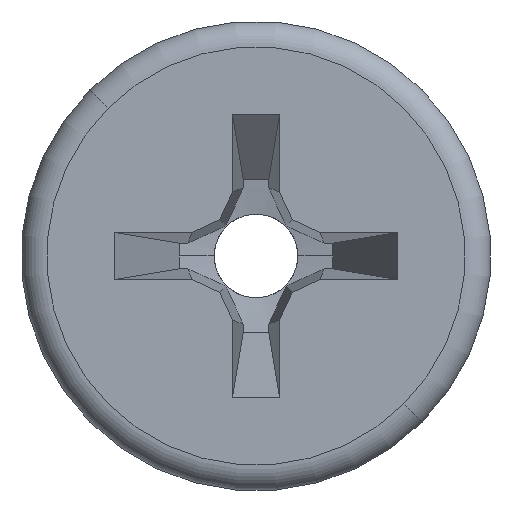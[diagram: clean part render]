
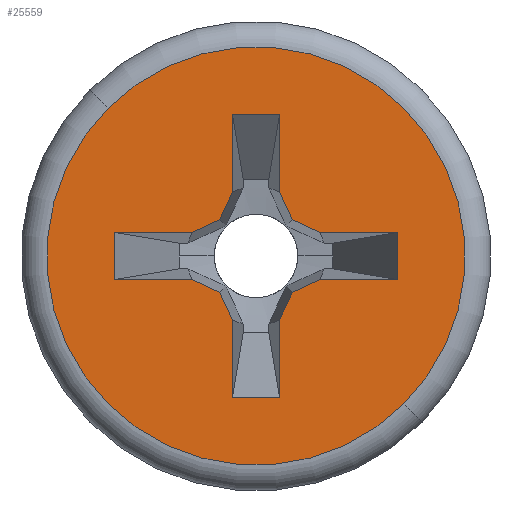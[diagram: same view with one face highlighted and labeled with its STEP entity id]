
A CAD part, left-side view. The second image highlights one B-rep face of the part: STEP entity #25559.
In plain terms, the highlighted planar face has unit normal (-1, 0, 0).
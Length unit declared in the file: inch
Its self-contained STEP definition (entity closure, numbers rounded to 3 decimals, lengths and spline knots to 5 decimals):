
#13333=CARTESIAN_POINT('',(0.,0.,0.));
#13334=DIRECTION('',(-1.,0.,0.));
#13335=DIRECTION('',(0.,1.,0.));
#13336=AXIS2_PLACEMENT_3D('',#13333,#13334,#13335);
#13338=CARTESIAN_POINT('',(0.,0.,0.));
#13339=DIRECTION('',(1.,0.,0.));
#13340=DIRECTION('',(0.,1.,0.));
#13341=AXIS2_PLACEMENT_3D('',#13338,#13339,#13340);
#13343=DIRECTION('',(0.,-0.707,-0.707));
#13344=VECTOR('',#13343,0.02033);
#13345=CARTESIAN_POINT('',(0.,0.05032,-0.03594));
#13346=LINE('',#13345,#13344);
#13347=DIRECTION('',(0.,0.707,-0.707));
#13348=VECTOR('',#13347,0.03358);
#13349=CARTESIAN_POINT('',(0.,0.0122,-0.02658));
#13350=LINE('',#13349,#13348);
#13351=DIRECTION('',(0.,0.94,-0.342));
#13352=VECTOR('',#13351,0.01298);
#13353=CARTESIAN_POINT('',(0.,0.,-0.02214));
#13354=LINE('',#13353,#13352);
#13355=DIRECTION('',(0.,0.94,0.342));
#13356=VECTOR('',#13355,0.01298);
#13357=CARTESIAN_POINT('',(0.,-0.0122,-0.02658));
#13358=LINE('',#13357,#13356);
#13359=DIRECTION('',(0.,-0.707,-0.707));
#13360=VECTOR('',#13359,0.03358);
#13361=CARTESIAN_POINT('',(0.,-0.0122,-0.02658));
#13362=LINE('',#13361,#13360);
#13363=DIRECTION('',(0.,0.707,-0.707));
#13364=VECTOR('',#13363,0.02033);
#13365=CARTESIAN_POINT('',(0.,-0.05032,-0.03594));
#13366=LINE('',#13365,#13364);
#13367=DIRECTION('',(0.,-0.707,-0.707));
#13368=VECTOR('',#13367,0.03358);
#13369=CARTESIAN_POINT('',(0.,-0.02658,-0.0122));
#13370=LINE('',#13369,#13368);
#13371=DIRECTION('',(0.,-0.342,-0.94));
#13372=VECTOR('',#13371,0.01298);
#13373=CARTESIAN_POINT('',(0.,-0.02214,0.));
#13374=LINE('',#13373,#13372);
#13375=DIRECTION('',(0.,0.342,-0.94));
#13376=VECTOR('',#13375,0.01298);
#13377=CARTESIAN_POINT('',(0.,-0.02658,0.0122));
#13378=LINE('',#13377,#13376);
#13379=DIRECTION('',(0.,0.707,-0.707));
#13380=VECTOR('',#13379,0.03358);
#13381=CARTESIAN_POINT('',(0.,-0.05032,0.03594));
#13382=LINE('',#13381,#13380);
#13383=DIRECTION('',(0.,-0.707,-0.707));
#13384=VECTOR('',#13383,0.02033);
#13385=CARTESIAN_POINT('',(0.,-0.03594,0.05032));
#13386=LINE('',#13385,#13384);
#13387=DIRECTION('',(0.,0.707,-0.707));
#13388=VECTOR('',#13387,0.03358);
#13389=CARTESIAN_POINT('',(0.,-0.03594,0.05032));
#13390=LINE('',#13389,#13388);
#13391=DIRECTION('',(0.,-0.94,0.342));
#13392=VECTOR('',#13391,0.01298);
#13393=CARTESIAN_POINT('',(0.,0.,0.02214));
#13394=LINE('',#13393,#13392);
#13395=DIRECTION('',(0.,-0.94,-0.342));
#13396=VECTOR('',#13395,0.01298);
#13397=CARTESIAN_POINT('',(0.,0.0122,0.02658));
#13398=LINE('',#13397,#13396);
#13399=DIRECTION('',(0.,-0.707,-0.707));
#13400=VECTOR('',#13399,0.03358);
#13401=CARTESIAN_POINT('',(0.,0.03594,0.05032));
#13402=LINE('',#13401,#13400);
#13403=DIRECTION('',(0.,0.707,-0.707));
#13404=VECTOR('',#13403,0.02033);
#13405=CARTESIAN_POINT('',(0.,0.03594,0.05032));
#13406=LINE('',#13405,#13404);
#13407=DIRECTION('',(0.,-0.707,-0.707));
#13408=VECTOR('',#13407,0.03358);
#13409=CARTESIAN_POINT('',(0.,0.05032,0.03594));
#13410=LINE('',#13409,#13408);
#13411=DIRECTION('',(0.,0.342,0.94));
#13412=VECTOR('',#13411,0.01298);
#13413=CARTESIAN_POINT('',(0.,0.02214,0.));
#13414=LINE('',#13413,#13412);
#13415=DIRECTION('',(0.,-0.342,0.94));
#13416=VECTOR('',#13415,0.01298);
#13417=CARTESIAN_POINT('',(0.,0.02658,-0.0122));
#13418=LINE('',#13417,#13416);
#13419=DIRECTION('',(0.,0.707,-0.707));
#13420=VECTOR('',#13419,0.03358);
#13421=CARTESIAN_POINT('',(0.,0.02658,-0.0122));
#13422=LINE('',#13421,#13420);
#13566=CARTESIAN_POINT('',(0.,0.05032,-0.03594));
#13567=CARTESIAN_POINT('',(0.,0.03594,-0.05032));
#13568=VERTEX_POINT('',#13566);
#13569=VERTEX_POINT('',#13567);
#13570=CARTESIAN_POINT('',(0.,0.02658,-0.0122));
#13571=VERTEX_POINT('',#13570);
#13572=CARTESIAN_POINT('',(0.,0.02214,0.));
#13573=VERTEX_POINT('',#13572);
#13574=CARTESIAN_POINT('',(0.,0.02658,0.0122));
#13575=VERTEX_POINT('',#13574);
#13576=CARTESIAN_POINT('',(0.,0.05032,0.03594));
#13577=VERTEX_POINT('',#13576);
#13578=CARTESIAN_POINT('',(0.,0.03594,0.05032));
#13579=VERTEX_POINT('',#13578);
#13580=CARTESIAN_POINT('',(0.,0.0122,0.02658));
#13581=VERTEX_POINT('',#13580);
#13582=CARTESIAN_POINT('',(0.,0.,0.02214));
#13583=VERTEX_POINT('',#13582);
#13584=CARTESIAN_POINT('',(0.,-0.0122,0.02658));
#13585=VERTEX_POINT('',#13584);
#13586=CARTESIAN_POINT('',(0.,-0.03594,0.05032));
#13587=VERTEX_POINT('',#13586);
#13588=CARTESIAN_POINT('',(0.,-0.05032,0.03594));
#13589=VERTEX_POINT('',#13588);
#13590=CARTESIAN_POINT('',(0.,-0.02658,0.0122));
#13591=VERTEX_POINT('',#13590);
#13592=CARTESIAN_POINT('',(0.,-0.02214,0.));
#13593=VERTEX_POINT('',#13592);
#13594=CARTESIAN_POINT('',(0.,-0.02658,-0.0122));
#13595=VERTEX_POINT('',#13594);
#13596=CARTESIAN_POINT('',(0.,-0.05032,-0.03594));
#13597=VERTEX_POINT('',#13596);
#13598=CARTESIAN_POINT('',(0.,-0.03594,-0.05032));
#13599=VERTEX_POINT('',#13598);
#13600=CARTESIAN_POINT('',(0.,-0.0122,-0.02658));
#13601=VERTEX_POINT('',#13600);
#13602=CARTESIAN_POINT('',(0.,0.,-0.02214));
#13603=VERTEX_POINT('',#13602);
#13604=CARTESIAN_POINT('',(0.,0.0122,-0.02658));
#13605=VERTEX_POINT('',#13604);
#13714=CARTESIAN_POINT('',(0.,0.08991,0.));
#13715=VERTEX_POINT('',#13714);
#13716=CARTESIAN_POINT('',(0.,-0.08991,0.));
#13717=VERTEX_POINT('',#13716);
#25526=CARTESIAN_POINT('',(0.,0.,0.));
#25527=DIRECTION('',(1.,0.,0.));
#25528=DIRECTION('',(0.,-1.,0.));
#25529=AXIS2_PLACEMENT_3D('',#25526,#25527,#25528);
#25530=PLANE('',#25529);
#25532=ORIENTED_EDGE('',*,*,#25531,.F.);
#25534=ORIENTED_EDGE('',*,*,#25533,.T.);
#25535=EDGE_LOOP('',(#25532,#25534));
#25536=FACE_OUTER_BOUND('',#25535,.F.);
#25537=ORIENTED_EDGE('',*,*,#25347,.T.);
#25538=ORIENTED_EDGE('',*,*,#25361,.F.);
#25539=ORIENTED_EDGE('',*,*,#25387,.F.);
#25540=ORIENTED_EDGE('',*,*,#25413,.F.);
#25541=ORIENTED_EDGE('',*,*,#25427,.T.);
#25542=ORIENTED_EDGE('',*,*,#25441,.F.);
#25543=ORIENTED_EDGE('',*,*,#25455,.F.);
#25544=ORIENTED_EDGE('',*,*,#25481,.F.);
#25545=ORIENTED_EDGE('',*,*,#25507,.F.);
#25546=ORIENTED_EDGE('',*,*,#25520,.F.);
#25547=ORIENTED_EDGE('',*,*,#25156,.F.);
#25548=ORIENTED_EDGE('',*,*,#25172,.T.);
#25549=ORIENTED_EDGE('',*,*,#25198,.F.);
#25550=ORIENTED_EDGE('',*,*,#25224,.F.);
#25551=ORIENTED_EDGE('',*,*,#25238,.F.);
#25552=ORIENTED_EDGE('',*,*,#25252,.T.);
#25553=ORIENTED_EDGE('',*,*,#25266,.T.);
#25554=ORIENTED_EDGE('',*,*,#25292,.F.);
#25555=ORIENTED_EDGE('',*,*,#25318,.F.);
#25556=ORIENTED_EDGE('',*,*,#25332,.T.);
#25557=EDGE_LOOP('',(#25537,#25538,#25539,#25540,#25541,#25542,#25543,#25544,
#25545,#25546,#25547,#25548,#25549,#25550,#25551,#25552,#25553,#25554,#25555,
#25556));
#25558=FACE_BOUND('',#25557,.F.);
#13337=CIRCLE('',#13336,0.08991);
#13342=CIRCLE('',#13341,0.08991);
#25156=EDGE_CURVE('',#13587,#13589,#13386,.T.);
#25172=EDGE_CURVE('',#13587,#13585,#13390,.T.);
#25198=EDGE_CURVE('',#13583,#13585,#13394,.T.);
#25224=EDGE_CURVE('',#13581,#13583,#13398,.T.);
#25238=EDGE_CURVE('',#13579,#13581,#13402,.T.);
#25252=EDGE_CURVE('',#13579,#13577,#13406,.T.);
#25266=EDGE_CURVE('',#13577,#13575,#13410,.T.);
#25292=EDGE_CURVE('',#13573,#13575,#13414,.T.);
#25318=EDGE_CURVE('',#13571,#13573,#13418,.T.);
#25332=EDGE_CURVE('',#13571,#13568,#13422,.T.);
#25347=EDGE_CURVE('',#13568,#13569,#13346,.T.);
#25361=EDGE_CURVE('',#13605,#13569,#13350,.T.);
#25387=EDGE_CURVE('',#13603,#13605,#13354,.T.);
#25413=EDGE_CURVE('',#13601,#13603,#13358,.T.);
#25427=EDGE_CURVE('',#13601,#13599,#13362,.T.);
#25441=EDGE_CURVE('',#13597,#13599,#13366,.T.);
#25455=EDGE_CURVE('',#13595,#13597,#13370,.T.);
#25481=EDGE_CURVE('',#13593,#13595,#13374,.T.);
#25507=EDGE_CURVE('',#13591,#13593,#13378,.T.);
#25520=EDGE_CURVE('',#13589,#13591,#13382,.T.);
#25531=EDGE_CURVE('',#13715,#13717,#13337,.T.);
#25533=EDGE_CURVE('',#13715,#13717,#13342,.T.);
#25559=ADVANCED_FACE('',(#25536,#25558),#25530,.F.);
